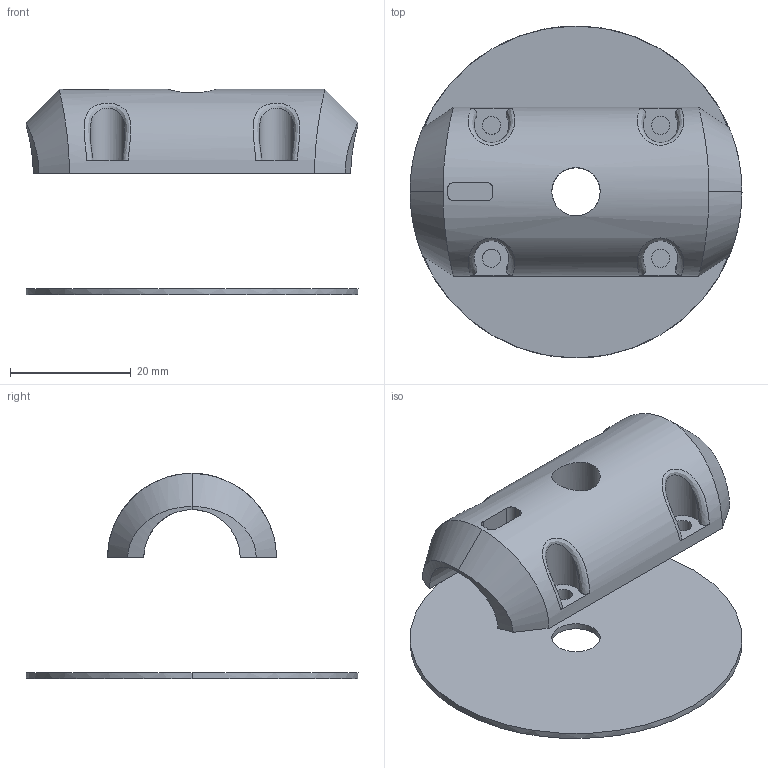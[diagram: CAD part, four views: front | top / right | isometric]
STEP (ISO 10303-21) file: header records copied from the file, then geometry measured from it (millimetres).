
FILE_DESCRIPTION(/* description */ (''),/* implementation_level */ '2;1');
FILE_NAME(/* name */ '2.stp',/* time_stamp */ '2020-04-15T18:48:12+04:00',/* author */ (''),/* organization */ (''),/* preprocessor_version */ 'ST-DEVELOPER v16',/* originating_system */ 'SIEMENS PLM Software NX 11.0',/* authorisation */ '');
FILE_SCHEMA (('AUTOMOTIVE_DESIGN { 1 0 10303 214 3 1 1 1 }'));
Length unit declared in the file: millimetre
Products named in the file (1): ORTA_ANA_KASNAK_KARSISI
Bounding box: 55 x 55 x 34 mm (x, y, z)
Volume: 11196.2 mm3; surface area: 9621.3 mm2
Topology: 2 solids, 2 shells, 42 faces, 103 edges, 69 vertices
Faces by surface type: cylinder 18, plane 12, bspline 8, extrusion 4
Full cylindrical faces by diameter (mm): 3 x4, 8 x2
Entity records: 2302 total; most frequent: CARTESIAN_POINT 1305, ORIENTED_EDGE 188, DIRECTION 130, EDGE_CURVE 94, EDGE_LOOP 66, VERTEX_POINT 66, B_SPLINE_CURVE_WITH_KNOTS 54, AXIS2_PLACEMENT_3D 51
